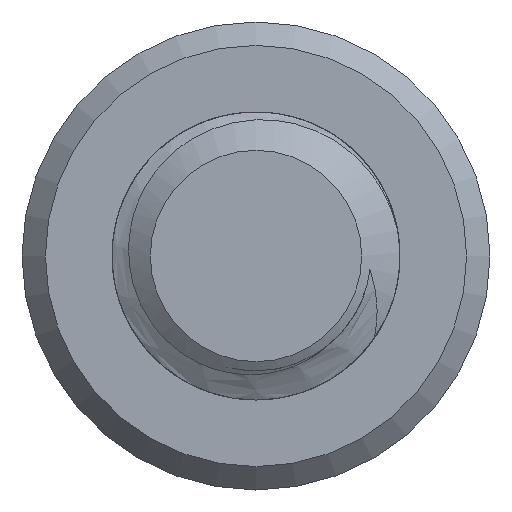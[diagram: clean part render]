
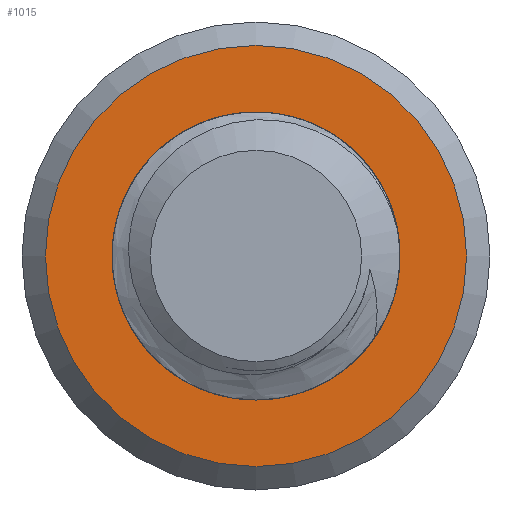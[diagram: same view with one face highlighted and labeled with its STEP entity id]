
A CAD part, left-side view. The second image highlights one B-rep face of the part: STEP entity #1015.
In plain terms, the highlighted face is planar.
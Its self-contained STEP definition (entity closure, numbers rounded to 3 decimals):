
#21=FACE_BOUND('',#153,.T.);
#23=PLANE('',#1104);
#92=FACE_OUTER_BOUND('',#152,.T.);
#152=EDGE_LOOP('',(#803));
#153=EDGE_LOOP('',(#804));
#173=CIRCLE('',#1050,4.);
#179=CIRCLE('',#1091,5.85);
#376=VERTEX_POINT('',#1382);
#450=VERTEX_POINT('',#3955);
#475=EDGE_CURVE('',#376,#376,#173,.T.);
#584=EDGE_CURVE('',#450,#450,#179,.T.);
#803=ORIENTED_EDGE('',*,*,#584,.T.);
#804=ORIENTED_EDGE('',*,*,#475,.F.);
#1015=ADVANCED_FACE('',(#92,#21),#23,.F.);
#1050=AXIS2_PLACEMENT_3D('',#1384,#1136,#1137);
#1091=AXIS2_PLACEMENT_3D('',#3957,#1252,#1253);
#1104=AXIS2_PLACEMENT_3D('',#4108,#1281,#1282);
#1136=DIRECTION('center_axis',(0.,0.,1.));
#1137=DIRECTION('ref_axis',(1.,0.,0.));
#1252=DIRECTION('center_axis',(0.,0.,1.));
#1253=DIRECTION('ref_axis',(-1.,0.,0.));
#1281=DIRECTION('center_axis',(0.,0.,-1.));
#1282=DIRECTION('ref_axis',(-1.,0.,0.));
#1382=CARTESIAN_POINT('',(-4.,0.,-40.));
#1384=CARTESIAN_POINT('Origin',(0.,0.,-40.));
#3955=CARTESIAN_POINT('',(5.85,0.,-40.));
#3957=CARTESIAN_POINT('Origin',(0.,0.,-40.));
#4108=CARTESIAN_POINT('Origin',(0.,0.,-40.));
